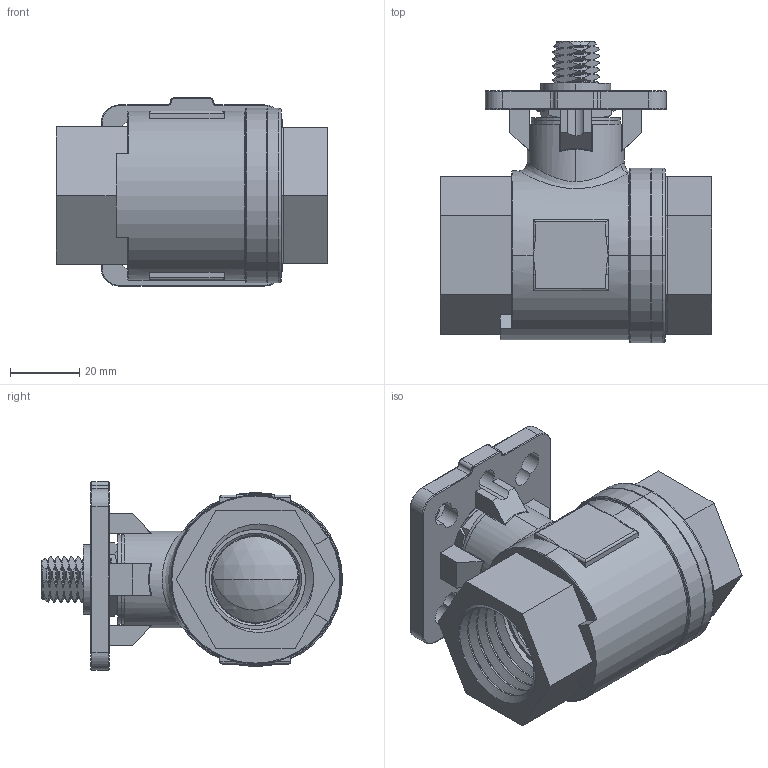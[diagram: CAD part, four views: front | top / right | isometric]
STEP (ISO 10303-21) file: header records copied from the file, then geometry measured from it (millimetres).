
FILE_DESCRIPTION (( 'STEP AP203' ), '1' );
FILE_NAME ('3800-1000-100.STEP', '2020-12-09T19:56:20', ( '' ), ( '' ), 'SwSTEP 2.0', 'SolidWorks 2019', '' );
FILE_SCHEMA (( 'CONFIG_CONTROL_DESIGN' ));
Products named in the file (1): 3800-1000-100
Bounding box: 78.46 x 87 x 54.36 mm (x, y, z)
Volume: 129303.7 mm3; surface area: 73302.4 mm2
Topology: 19 solids, 19 shells, 640 faces, 1699 edges, 1090 vertices
Faces by surface type: cylinder 235, bspline 170, plane 150, cone 38, torus 31, sphere 16
Entity records: 88846 total; most frequent: CARTESIAN_POINT 74801, ORIENTED_EDGE 3382, DIRECTION 2407, EDGE_CURVE 1691, VERTEX_POINT 1090, AXIS2_PLACEMENT_3D 937, EDGE_LOOP 697, ADVANCED_FACE 640
